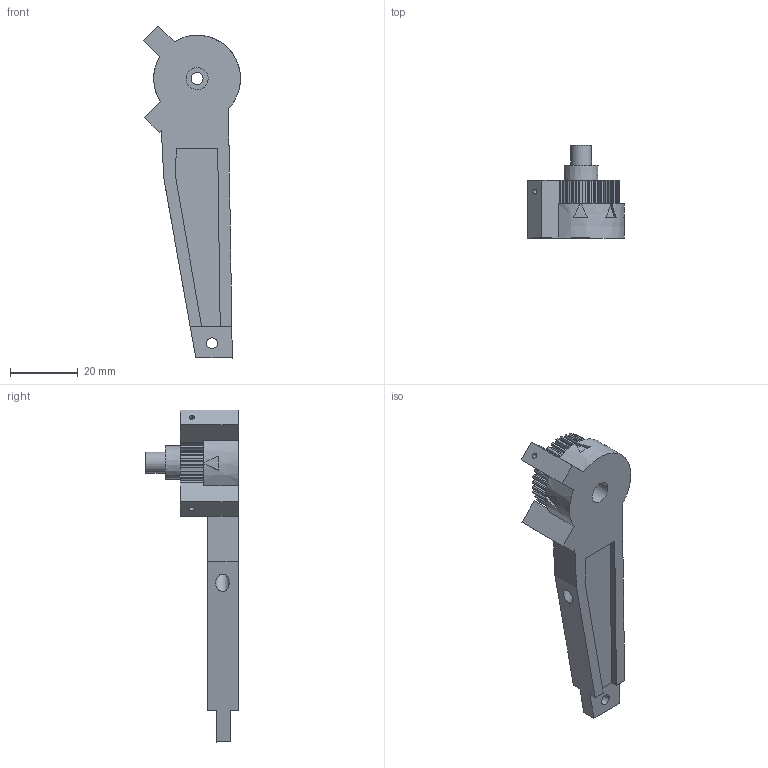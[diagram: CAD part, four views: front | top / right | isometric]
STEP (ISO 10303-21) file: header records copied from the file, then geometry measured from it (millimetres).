
FILE_DESCRIPTION(/* description */ (''),/* implementation_level */ '2;1');
FILE_NAME(/* name */ 'tibia_r.step',/* time_stamp */ '2024-04-22T22:07:23+02:00',/* author */ (''),/* organization */ (''),/* preprocessor_version */ 'ST-DEVELOPER v20',/* originating_system */ 'Autodesk Translation Framework v12.20.1.177',/* authorisation */ '');
FILE_SCHEMA (('AUTOMOTIVE_DESIGN { 1 0 10303 214 3 1 1 }'));
Length unit declared in the file: millimetre
Products named in the file (1): tibia_r
Bounding box: 28.59 x 27.28 x 97.84 mm (x, y, z)
Surface area: 8568.9 mm2 (no closed solid volume)
Topology: 0 solids, 1 shells, 296 faces, 890 edges, 597 vertices
Faces by surface type: plane 207, cylinder 79, cone 9, sphere 1
Full cylindrical faces by diameter (mm): 1.5 x4, 3.2 x1, 3.51 x1, 3.999 x1, 6.161 x1, 6.539 x1
Entity records: 10223 total; most frequent: CARTESIAN_POINT 2004, ORIENTED_EDGE 1773, DIRECTION 1677, EDGE_CURVE 888, LINE 641, VECTOR 641, VERTEX_POINT 597, AXIS2_PLACEMENT_3D 518
